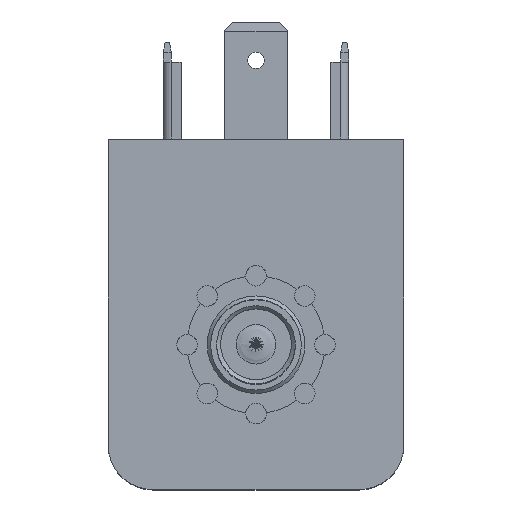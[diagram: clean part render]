
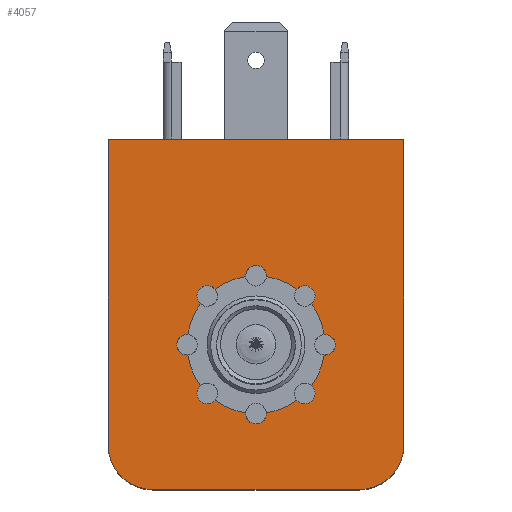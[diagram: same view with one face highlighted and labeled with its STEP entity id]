
A CAD part, top view. The second image highlights one B-rep face of the part: STEP entity #4057.
In plain terms, the highlighted planar face has unit normal (0, 0, 1).
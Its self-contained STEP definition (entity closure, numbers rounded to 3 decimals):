
#217=CIRCLE('',#4312,4.5);
#219=CIRCLE('',#4315,4.5);
#221=CIRCLE('',#4319,7.);
#223=CIRCLE('',#4322,7.);
#224=CIRCLE('',#4324,7.);
#227=CIRCLE('',#4328,7.);
#229=CIRCLE('',#4331,7.);
#231=CIRCLE('',#4334,7.);
#232=CIRCLE('',#4336,7.);
#234=CIRCLE('',#4340,1.05);
#235=CIRCLE('',#4341,1.05);
#236=CIRCLE('',#4342,1.05);
#237=CIRCLE('',#4343,7.);
#238=CIRCLE('',#4344,1.05);
#239=CIRCLE('',#4345,1.05);
#240=CIRCLE('',#4346,1.05);
#241=CIRCLE('',#4347,1.05);
#242=CIRCLE('',#4348,1.05);
#647=ORIENTED_EDGE('',*,*,#1530,.F.);
#648=ORIENTED_EDGE('',*,*,#1503,.T.);
#649=ORIENTED_EDGE('',*,*,#1531,.F.);
#650=ORIENTED_EDGE('',*,*,#1507,.T.);
#651=ORIENTED_EDGE('',*,*,#1532,.F.);
#652=ORIENTED_EDGE('',*,*,#1533,.T.);
#653=ORIENTED_EDGE('',*,*,#1534,.F.);
#654=ORIENTED_EDGE('',*,*,#1515,.T.);
#655=ORIENTED_EDGE('',*,*,#1535,.F.);
#656=ORIENTED_EDGE('',*,*,#1519,.T.);
#657=ORIENTED_EDGE('',*,*,#1536,.F.);
#658=ORIENTED_EDGE('',*,*,#1523,.T.);
#659=ORIENTED_EDGE('',*,*,#1537,.F.);
#660=ORIENTED_EDGE('',*,*,#1525,.T.);
#661=ORIENTED_EDGE('',*,*,#1538,.F.);
#662=ORIENTED_EDGE('',*,*,#1509,.T.);
#663=ORIENTED_EDGE('',*,*,#1529,.T.);
#664=ORIENTED_EDGE('',*,*,#1494,.T.);
#665=ORIENTED_EDGE('',*,*,#1499,.T.);
#666=ORIENTED_EDGE('',*,*,#1497,.T.);
#667=ORIENTED_EDGE('',*,*,#1490,.T.);
#668=ORIENTED_EDGE('',*,*,#1479,.T.);
#1479=EDGE_CURVE('',#1925,#1924,#2256,.T.);
#1490=EDGE_CURVE('',#1933,#1925,#2263,.T.);
#1494=EDGE_CURVE('',#1935,#1937,#217,.T.);
#1497=EDGE_CURVE('',#1939,#1933,#219,.T.);
#1499=EDGE_CURVE('',#1937,#1939,#2268,.T.);
#1503=EDGE_CURVE('',#1941,#1943,#221,.T.);
#1507=EDGE_CURVE('',#1945,#1947,#223,.T.);
#1509=EDGE_CURVE('',#1950,#1948,#224,.T.);
#1515=EDGE_CURVE('',#1953,#1955,#227,.T.);
#1519=EDGE_CURVE('',#1957,#1959,#229,.T.);
#1523=EDGE_CURVE('',#1961,#1963,#231,.T.);
#1525=EDGE_CURVE('',#1966,#1964,#232,.T.);
#1529=EDGE_CURVE('',#1924,#1935,#2284,.T.);
#1530=EDGE_CURVE('',#1941,#1948,#234,.T.);
#1531=EDGE_CURVE('',#1945,#1943,#235,.T.);
#1532=EDGE_CURVE('',#1968,#1947,#236,.T.);
#1533=EDGE_CURVE('',#1968,#1969,#237,.T.);
#1534=EDGE_CURVE('',#1953,#1969,#238,.T.);
#1535=EDGE_CURVE('',#1957,#1955,#239,.T.);
#1536=EDGE_CURVE('',#1961,#1959,#240,.T.);
#1537=EDGE_CURVE('',#1966,#1963,#241,.T.);
#1538=EDGE_CURVE('',#1950,#1964,#242,.T.);
#1924=VERTEX_POINT('',#5877);
#1925=VERTEX_POINT('',#5879);
#1933=VERTEX_POINT('',#5898);
#1935=VERTEX_POINT('',#5904);
#1937=VERTEX_POINT('',#5908);
#1939=VERTEX_POINT('',#5913);
#1941=VERTEX_POINT('',#5922);
#1943=VERTEX_POINT('',#5926);
#1945=VERTEX_POINT('',#5931);
#1947=VERTEX_POINT('',#5935);
#1948=VERTEX_POINT('',#5939);
#1950=VERTEX_POINT('',#5942);
#1953=VERTEX_POINT('',#5949);
#1955=VERTEX_POINT('',#5953);
#1957=VERTEX_POINT('',#5958);
#1959=VERTEX_POINT('',#5962);
#1961=VERTEX_POINT('',#5967);
#1963=VERTEX_POINT('',#5971);
#1964=VERTEX_POINT('',#5975);
#1966=VERTEX_POINT('',#5978);
#1968=VERTEX_POINT('',#5989);
#1969=VERTEX_POINT('',#5991);
#2256=LINE('',#5878,#2417);
#2263=LINE('',#5900,#2424);
#2268=LINE('',#5918,#2429);
#2284=LINE('',#5984,#2445);
#2417=VECTOR('',#4848,1000.);
#2424=VECTOR('',#4867,1000.);
#2429=VECTOR('',#4886,1000.);
#2445=VECTOR('',#4946,1000.);
#2551=EDGE_LOOP('',(#647,#648,#649,#650,#651,#652,#653,#654,#655,#656,#657,
#658,#659,#660,#661,#662));
#2552=EDGE_LOOP('',(#663,#664,#665,#666,#667,#668));
#2888=FACE_BOUND('',#2551,.T.);
#2889=FACE_BOUND('',#2552,.T.);
#3201=PLANE('',#4339);
#4057=ADVANCED_FACE('',(#2888,#2889),#3201,.T.);
#4312=AXIS2_PLACEMENT_3D('',#5909,#4874,#4875);
#4315=AXIS2_PLACEMENT_3D('',#5915,#4881,#4882);
#4319=AXIS2_PLACEMENT_3D('',#5927,#4893,#4894);
#4322=AXIS2_PLACEMENT_3D('',#5936,#4901,#4902);
#4324=AXIS2_PLACEMENT_3D('',#5941,#4906,#4907);
#4328=AXIS2_PLACEMENT_3D('',#5954,#4917,#4918);
#4331=AXIS2_PLACEMENT_3D('',#5963,#4925,#4926);
#4334=AXIS2_PLACEMENT_3D('',#5972,#4933,#4934);
#4336=AXIS2_PLACEMENT_3D('',#5977,#4938,#4939);
#4339=AXIS2_PLACEMENT_3D('',#5985,#4947,#4948);
#4340=AXIS2_PLACEMENT_3D('',#5986,#4949,#4950);
#4341=AXIS2_PLACEMENT_3D('',#5987,#4951,#4952);
#4342=AXIS2_PLACEMENT_3D('',#5988,#4953,#4954);
#4343=AXIS2_PLACEMENT_3D('',#5990,#4955,#4956);
#4344=AXIS2_PLACEMENT_3D('',#5992,#4957,#4958);
#4345=AXIS2_PLACEMENT_3D('',#5993,#4959,#4960);
#4346=AXIS2_PLACEMENT_3D('',#5994,#4961,#4962);
#4347=AXIS2_PLACEMENT_3D('',#5995,#4963,#4964);
#4348=AXIS2_PLACEMENT_3D('',#5996,#4965,#4966);
#4848=DIRECTION('',(-1.,0.,0.));
#4867=DIRECTION('',(0.,1.,0.));
#4874=DIRECTION('',(0.,0.,1.));
#4875=DIRECTION('',(1.,0.,0.));
#4881=DIRECTION('',(0.,0.,1.));
#4882=DIRECTION('',(1.,0.,0.));
#4886=DIRECTION('',(1.,0.,0.));
#4893=DIRECTION('',(0.,0.,-1.));
#4894=DIRECTION('',(-1.,0.,0.));
#4901=DIRECTION('',(0.,0.,-1.));
#4902=DIRECTION('',(-1.,0.,0.));
#4906=DIRECTION('',(0.,0.,-1.));
#4907=DIRECTION('',(-1.,0.,0.));
#4917=DIRECTION('',(0.,0.,-1.));
#4918=DIRECTION('',(-1.,0.,0.));
#4925=DIRECTION('',(0.,0.,-1.));
#4926=DIRECTION('',(-1.,0.,0.));
#4933=DIRECTION('',(0.,0.,-1.));
#4934=DIRECTION('',(-1.,0.,0.));
#4938=DIRECTION('',(0.,0.,-1.));
#4939=DIRECTION('',(-1.,0.,0.));
#4946=DIRECTION('',(0.,-1.,0.));
#4947=DIRECTION('',(0.,0.,1.));
#4948=DIRECTION('',(1.,0.,0.));
#4949=DIRECTION('',(0.,0.,1.));
#4950=DIRECTION('',(1.,0.,0.));
#4951=DIRECTION('',(0.,0.,1.));
#4952=DIRECTION('',(1.,0.,0.));
#4953=DIRECTION('',(0.,0.,1.));
#4954=DIRECTION('',(1.,0.,0.));
#4955=DIRECTION('',(0.,0.,-1.));
#4956=DIRECTION('',(-1.,0.,0.));
#4957=DIRECTION('',(0.,0.,1.));
#4958=DIRECTION('',(1.,0.,0.));
#4959=DIRECTION('',(0.,0.,1.));
#4960=DIRECTION('',(1.,0.,0.));
#4961=DIRECTION('',(0.,0.,1.));
#4962=DIRECTION('',(1.,0.,0.));
#4963=DIRECTION('',(0.,0.,1.));
#4964=DIRECTION('',(1.,0.,0.));
#4965=DIRECTION('',(0.,0.,1.));
#4966=DIRECTION('',(1.,0.,0.));
#5877=CARTESIAN_POINT('',(-15.,35.5,0.));
#5878=CARTESIAN_POINT('',(15.,35.5,0.));
#5879=CARTESIAN_POINT('',(15.,35.5,0.));
#5898=CARTESIAN_POINT('',(15.,4.5,0.));
#5900=CARTESIAN_POINT('',(15.,4.5,0.));
#5904=CARTESIAN_POINT('',(-15.,4.5,0.));
#5908=CARTESIAN_POINT('',(-10.5,0.,0.));
#5909=CARTESIAN_POINT('',(-10.5,4.5,0.));
#5913=CARTESIAN_POINT('',(10.5,0.,0.));
#5915=CARTESIAN_POINT('',(10.5,4.5,0.));
#5918=CARTESIAN_POINT('',(-10.5,0.,0.));
#5922=CARTESIAN_POINT('',(-6.921,15.747,0.));
#5926=CARTESIAN_POINT('',(-5.634,18.854,0.));
#5927=CARTESIAN_POINT('',(0.,14.7,0.));
#5931=CARTESIAN_POINT('',(-4.154,20.334,0.));
#5935=CARTESIAN_POINT('',(-1.047,21.621,0.));
#5936=CARTESIAN_POINT('',(0.,14.7,0.));
#5939=CARTESIAN_POINT('',(-6.921,13.653,0.));
#5941=CARTESIAN_POINT('',(0.,14.7,0.));
#5942=CARTESIAN_POINT('',(-5.634,10.546,0.));
#5949=CARTESIAN_POINT('',(5.634,18.854,0.));
#5953=CARTESIAN_POINT('',(6.921,15.747,0.));
#5954=CARTESIAN_POINT('',(0.,14.7,0.));
#5958=CARTESIAN_POINT('',(6.921,13.653,0.));
#5962=CARTESIAN_POINT('',(5.634,10.546,0.));
#5963=CARTESIAN_POINT('',(0.,14.7,0.));
#5967=CARTESIAN_POINT('',(4.154,9.066,0.));
#5971=CARTESIAN_POINT('',(1.047,7.779,0.));
#5972=CARTESIAN_POINT('',(0.,14.7,0.));
#5975=CARTESIAN_POINT('',(-4.154,9.066,0.));
#5977=CARTESIAN_POINT('',(0.,14.7,0.));
#5978=CARTESIAN_POINT('',(-1.047,7.779,0.));
#5984=CARTESIAN_POINT('',(-15.,35.5,0.));
#5985=CARTESIAN_POINT('',(-10.5,4.5,0.));
#5986=CARTESIAN_POINT('',(-7.,14.7,0.));
#5987=CARTESIAN_POINT('',(-4.95,19.65,0.));
#5988=CARTESIAN_POINT('',(0.,21.7,0.));
#5989=CARTESIAN_POINT('',(1.047,21.621,0.));
#5990=CARTESIAN_POINT('',(0.,14.7,0.));
#5991=CARTESIAN_POINT('',(4.154,20.334,0.));
#5992=CARTESIAN_POINT('',(4.95,19.65,0.));
#5993=CARTESIAN_POINT('',(7.,14.7,0.));
#5994=CARTESIAN_POINT('',(4.95,9.75,0.));
#5995=CARTESIAN_POINT('',(0.,7.7,0.));
#5996=CARTESIAN_POINT('',(-4.95,9.75,0.));
